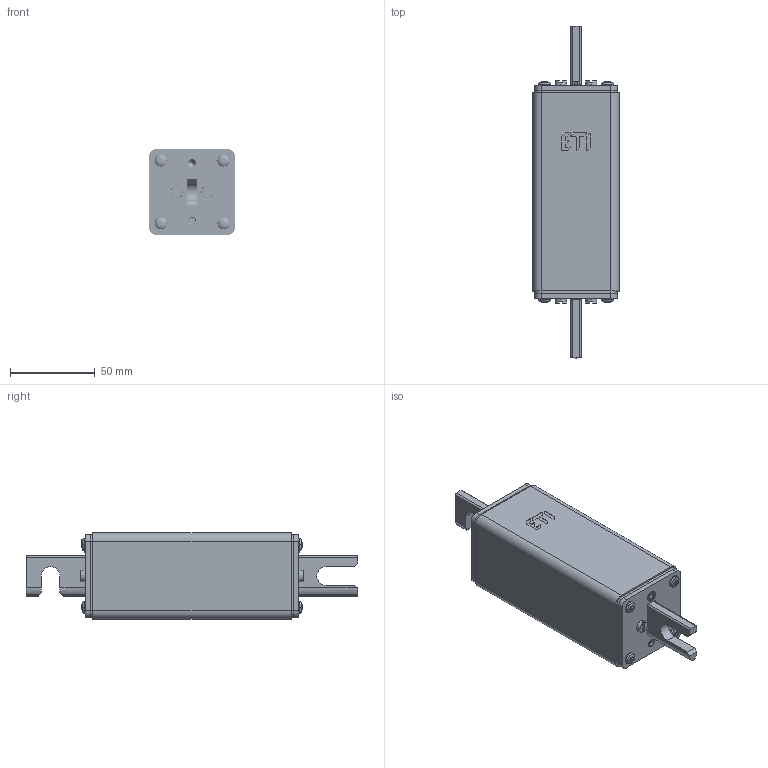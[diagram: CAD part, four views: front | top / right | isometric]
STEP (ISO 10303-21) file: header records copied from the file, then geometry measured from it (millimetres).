
FILE_DESCRIPTION((''),'2;1');
FILE_NAME('1XLS_1500V_ASM','2021-09-27T',('marketing.praksa'),('Audax d.o.o.'),'CREO PARAMETRIC BY PTC INC, 2017480','CREO PARAMETRIC BY PTC INC, 2017480','');
FILE_SCHEMA(('AUTOMOTIVE_DESIGN { 1 0 10303 214 1 1 1 1 }'));
Products named in the file (18): 0000066659_1_1; 0000029902_1_1_2; 0000058807_1_1_2; 0000036699_1; 0000015247_AF0_1_1_2_3_4_5_6_7; 0000015244_AF0_3; 0000015261_ASM_1_1_2_ASM; 0000015247_AF1_1_1; 0000015241_AF0_3; 0000015250_ASM_1_1_ASM; 0000037876_1_1_2_3_4_5_6_7_8_13; 0000043213_1_1_2_3_4_5_6; 0000043211_1_1; 0000043214_ASM_1_1_ASM; 0000011586_1_1_2_3_4_5_6; 0000011580_1_1_2_3_4_5_6_7_8_18; 0000011599_1_1_2_3_4_5_6_7_8_16; 1XLS_1500V_ASM
Assembly tree (30 placements, depth 3):
  1XLS_1500V_ASM
    0000066659_1_1
    0000029902_1_1_2  x2
    0000058807_1_1_2
    0000036699_1
    0000015261_ASM_1_1_2_ASM
      0000015247_AF0_1_1_2_3_4_5_6_7
      0000015244_AF0_3
    0000015250_ASM_1_1_ASM
      0000015247_AF1_1_1
      0000015241_AF0_3
    0000037876_1_1_2_3_4_5_6_7_8_13  x4
    0000043214_ASM_1_1_ASM  x8
      0000043213_1_1_2_3_4_5_6
      0000043211_1_1
    0000011586_1_1_2_3_4_5_6
    0000011580_1_1_2_3_4_5_6_7_8_18  x2
    0000011599_1_1_2_3_4_5_6_7_8_16  x2
Bounding box: 51 x 196 x 51 mm (x, y, z)
Volume: 333363.4 mm3; surface area: 66387.6 mm2
Topology: 34 solids, 50 shells, 1627 faces, 4502 edges, 2932 vertices
Faces by surface type: cylinder 672, bspline 499, plane 268, cone 92, torus 64, sphere 16, extrusion 16
Entity records: 51496 total; most frequent: CARTESIAN_POINT 26778, DIRECTION 3320, ORIENTED_EDGE 3296, EDGE_CURVE 1674, AXIS2_PLACEMENT_3D 1291, VERTEX_POINT 1096, PRESENTATION_STYLE_ASSIGNMENT 986, STYLED_ITEM 935
